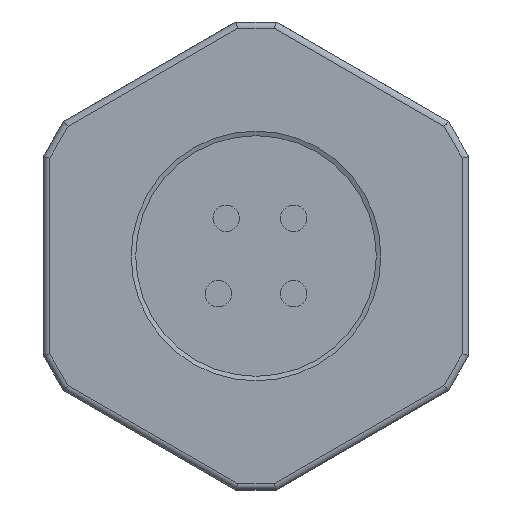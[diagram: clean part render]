
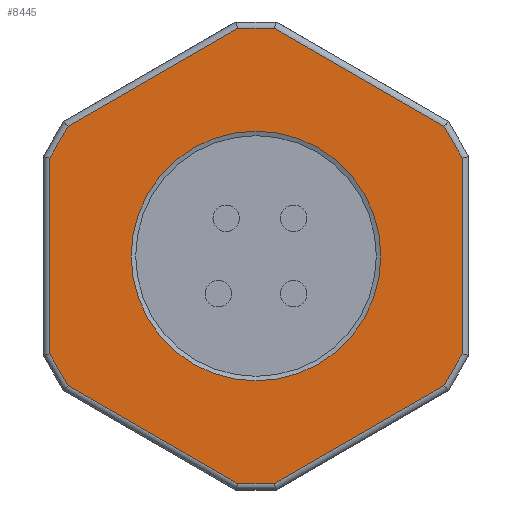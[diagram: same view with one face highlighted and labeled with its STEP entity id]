
A CAD part, left-side view. The second image highlights one B-rep face of the part: STEP entity #8445.
In plain terms, the highlighted planar face has unit normal (-1, 0, 0).
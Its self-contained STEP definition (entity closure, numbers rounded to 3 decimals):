
#529=LINE('',#24464,#1334);
#530=LINE('',#24467,#1335);
#531=LINE('',#24469,#1336);
#532=LINE('',#24471,#1337);
#533=LINE('',#24473,#1338);
#534=LINE('',#24475,#1339);
#535=LINE('',#24477,#1340);
#536=LINE('',#24479,#1341);
#537=LINE('',#24481,#1342);
#538=LINE('',#24483,#1343);
#539=LINE('',#24485,#1344);
#540=LINE('',#24487,#1345);
#1334=VECTOR('',#10415,1000.);
#1335=VECTOR('',#10416,1000.);
#1336=VECTOR('',#10417,1000.);
#1337=VECTOR('',#10418,1000.);
#1338=VECTOR('',#10419,1000.);
#1339=VECTOR('',#10420,1000.);
#1340=VECTOR('',#10421,1000.);
#1341=VECTOR('',#10422,1000.);
#1342=VECTOR('',#10423,1000.);
#1343=VECTOR('',#10424,1000.);
#1344=VECTOR('',#10425,1000.);
#1345=VECTOR('',#10426,1000.);
#2033=PLANE('',#9269);
#2927=ORIENTED_EDGE('',*,*,#5114,.T.);
#2928=ORIENTED_EDGE('',*,*,#5115,.T.);
#2929=ORIENTED_EDGE('',*,*,#5116,.T.);
#2930=ORIENTED_EDGE('',*,*,#5117,.T.);
#2931=ORIENTED_EDGE('',*,*,#5118,.T.);
#2932=ORIENTED_EDGE('',*,*,#5119,.T.);
#2933=ORIENTED_EDGE('',*,*,#5120,.T.);
#2934=ORIENTED_EDGE('',*,*,#5121,.T.);
#2935=ORIENTED_EDGE('',*,*,#5122,.T.);
#2936=ORIENTED_EDGE('',*,*,#5123,.T.);
#2937=ORIENTED_EDGE('',*,*,#5124,.T.);
#2938=ORIENTED_EDGE('',*,*,#5125,.T.);
#2939=ORIENTED_EDGE('',*,*,#5126,.T.);
#5114=EDGE_CURVE('',#6214,#6214,#6843,.T.);
#5115=EDGE_CURVE('',#6215,#6216,#529,.F.);
#5116=EDGE_CURVE('',#6216,#6217,#530,.F.);
#5117=EDGE_CURVE('',#6217,#6218,#531,.F.);
#5118=EDGE_CURVE('',#6218,#6219,#532,.F.);
#5119=EDGE_CURVE('',#6219,#6220,#533,.F.);
#5120=EDGE_CURVE('',#6220,#6221,#534,.F.);
#5121=EDGE_CURVE('',#6221,#6222,#535,.F.);
#5122=EDGE_CURVE('',#6222,#6223,#536,.F.);
#5123=EDGE_CURVE('',#6223,#6224,#537,.F.);
#5124=EDGE_CURVE('',#6224,#6225,#538,.F.);
#5125=EDGE_CURVE('',#6225,#6226,#539,.F.);
#5126=EDGE_CURVE('',#6226,#6215,#540,.F.);
#6214=VERTEX_POINT('',#24463);
#6215=VERTEX_POINT('',#24465);
#6216=VERTEX_POINT('',#24466);
#6217=VERTEX_POINT('',#24468);
#6218=VERTEX_POINT('',#24470);
#6219=VERTEX_POINT('',#24472);
#6220=VERTEX_POINT('',#24474);
#6221=VERTEX_POINT('',#24476);
#6222=VERTEX_POINT('',#24478);
#6223=VERTEX_POINT('',#24480);
#6224=VERTEX_POINT('',#24482);
#6225=VERTEX_POINT('',#24484);
#6226=VERTEX_POINT('',#24486);
#6843=CIRCLE('',#9270,5.87);
#7155=EDGE_LOOP('',(#2927));
#7156=EDGE_LOOP('',(#2928,#2929,#2930,#2931,#2932,#2933,#2934,#2935,#2936,
#2937,#2938,#2939));
#7762=FACE_BOUND('',#7155,.T.);
#7763=FACE_BOUND('',#7156,.T.);
#8445=ADVANCED_FACE('',(#7762,#7763),#2033,.F.);
#9269=AXIS2_PLACEMENT_3D('',#24461,#10411,#10412);
#9270=AXIS2_PLACEMENT_3D('',#24462,#10413,#10414);
#10411=DIRECTION('',(1.,0.,0.));
#10412=DIRECTION('',(0.,0.,-1.));
#10413=DIRECTION('',(1.,0.,0.));
#10414=DIRECTION('',(0.,0.,-1.));
#10415=DIRECTION('',(0.,0.866,-0.5));
#10416=DIRECTION('',(0.,0.5,-0.866));
#10417=DIRECTION('',(0.,0.,-1.));
#10418=DIRECTION('',(0.,-0.5,-0.866));
#10419=DIRECTION('',(0.,-0.866,-0.5));
#10420=DIRECTION('',(0.,-1.,0.));
#10421=DIRECTION('',(0.,-0.866,0.5));
#10422=DIRECTION('',(0.,-0.5,0.866));
#10423=DIRECTION('',(0.,0.,1.));
#10424=DIRECTION('',(0.,0.5,0.866));
#10425=DIRECTION('',(0.,0.866,0.5));
#10426=DIRECTION('',(0.,1.,0.));
#24461=CARTESIAN_POINT('',(-1.5,0.,0.));
#24462=CARTESIAN_POINT('',(-1.5,0.,0.));
#24463=CARTESIAN_POINT('',(-1.5,0.,-5.87));
#24464=CARTESIAN_POINT('',(-1.5,-5.35,-9.266));
#24465=CARTESIAN_POINT('',(-1.5,-4.599,-9.7));
#24466=CARTESIAN_POINT('',(-1.5,-6.101,-8.833));
#24467=CARTESIAN_POINT('',(-1.5,-8.4,-4.85));
#24468=CARTESIAN_POINT('',(-1.5,-10.7,-0.867));
#24469=CARTESIAN_POINT('',(-1.5,-10.7,0.));
#24470=CARTESIAN_POINT('',(-1.5,-10.7,0.867));
#24471=CARTESIAN_POINT('',(-1.5,-8.4,4.85));
#24472=CARTESIAN_POINT('',(-1.5,-6.101,8.833));
#24473=CARTESIAN_POINT('',(-1.5,-5.35,9.266));
#24474=CARTESIAN_POINT('',(-1.5,-4.599,9.7));
#24475=CARTESIAN_POINT('',(-1.5,0.,9.7));
#24476=CARTESIAN_POINT('',(-1.5,4.599,9.7));
#24477=CARTESIAN_POINT('',(-1.5,5.35,9.266));
#24478=CARTESIAN_POINT('',(-1.5,6.101,8.833));
#24479=CARTESIAN_POINT('',(-1.5,8.4,4.85));
#24480=CARTESIAN_POINT('',(-1.5,10.7,0.867));
#24481=CARTESIAN_POINT('',(-1.5,10.7,0.));
#24482=CARTESIAN_POINT('',(-1.5,10.7,-0.867));
#24483=CARTESIAN_POINT('',(-1.5,8.4,-4.85));
#24484=CARTESIAN_POINT('',(-1.5,6.101,-8.833));
#24485=CARTESIAN_POINT('',(-1.5,5.35,-9.266));
#24486=CARTESIAN_POINT('',(-1.5,4.599,-9.7));
#24487=CARTESIAN_POINT('',(-1.5,0.,-9.7));
